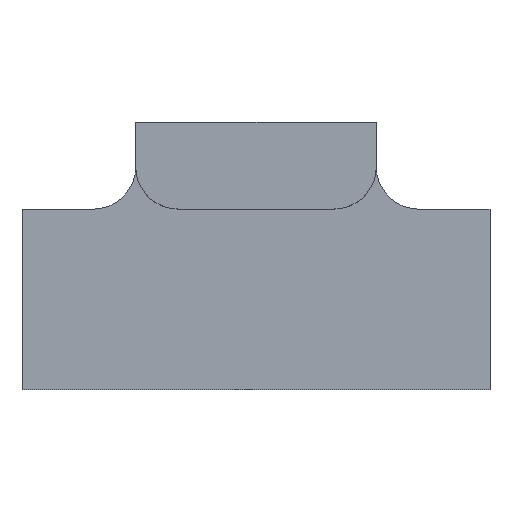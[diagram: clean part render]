
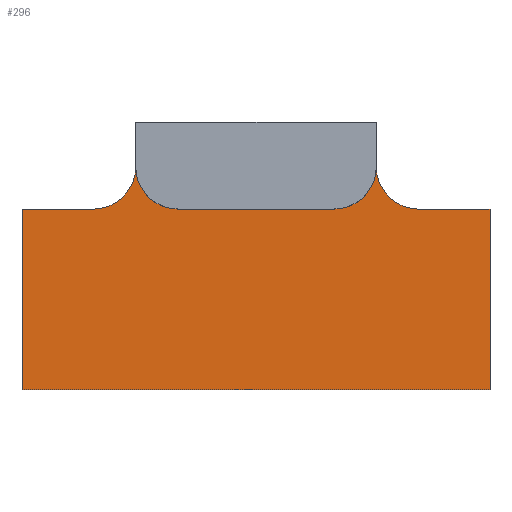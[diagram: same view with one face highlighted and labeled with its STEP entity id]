
A CAD part, top view. The second image highlights one B-rep face of the part: STEP entity #296.
In plain terms, the highlighted planar face has unit normal (0, 0, 1).
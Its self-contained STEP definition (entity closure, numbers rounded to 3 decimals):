
#26=PLANE('',#322);
#42=FACE_OUTER_BOUND('',#58,.T.);
#58=EDGE_LOOP('',(#267,#268,#269,#270,#271,#272,#273,#274,#275,#276));
#65=LINE('',#427,#97);
#74=LINE('',#454,#106);
#77=LINE('',#461,#109);
#81=LINE('',#469,#113);
#84=LINE('',#475,#116);
#87=LINE('',#479,#119);
#97=VECTOR('',#343,10.);
#106=VECTOR('',#370,10.);
#109=VECTOR('',#377,10.);
#113=VECTOR('',#383,10.);
#116=VECTOR('',#388,10.);
#119=VECTOR('',#393,10.);
#124=CIRCLE('',#301,1.588);
#126=CIRCLE('',#306,1.588);
#127=CIRCLE('',#308,1.588);
#129=CIRCLE('',#311,1.588);
#133=VERTEX_POINT('',#410);
#134=VERTEX_POINT('',#412);
#139=VERTEX_POINT('',#426);
#140=VERTEX_POINT('',#430);
#141=VERTEX_POINT('',#434);
#144=VERTEX_POINT('',#442);
#148=VERTEX_POINT('',#452);
#150=VERTEX_POINT('',#460);
#153=VERTEX_POINT('',#468);
#155=VERTEX_POINT('',#474);
#159=EDGE_CURVE('',#133,#134,#124,.F.);
#166=EDGE_CURVE('',#139,#134,#65,.T.);
#168=EDGE_CURVE('',#139,#140,#126,.F.);
#170=EDGE_CURVE('',#140,#141,#127,.T.);
#174=EDGE_CURVE('',#144,#133,#129,.T.);
#180=EDGE_CURVE('',#144,#148,#74,.T.);
#183=EDGE_CURVE('',#150,#141,#77,.T.);
#187=EDGE_CURVE('',#153,#150,#81,.T.);
#190=EDGE_CURVE('',#155,#153,#84,.T.);
#193=EDGE_CURVE('',#148,#155,#87,.T.);
#267=ORIENTED_EDGE('',*,*,#166,.T.);
#268=ORIENTED_EDGE('',*,*,#159,.F.);
#269=ORIENTED_EDGE('',*,*,#174,.F.);
#270=ORIENTED_EDGE('',*,*,#180,.T.);
#271=ORIENTED_EDGE('',*,*,#193,.T.);
#272=ORIENTED_EDGE('',*,*,#190,.T.);
#273=ORIENTED_EDGE('',*,*,#187,.T.);
#274=ORIENTED_EDGE('',*,*,#183,.T.);
#275=ORIENTED_EDGE('',*,*,#170,.F.);
#276=ORIENTED_EDGE('',*,*,#168,.F.);
#296=ADVANCED_FACE('',(#42),#26,.T.);
#301=AXIS2_PLACEMENT_3D('',#413,#330,#331);
#306=AXIS2_PLACEMENT_3D('',#431,#347,#348);
#308=AXIS2_PLACEMENT_3D('',#435,#352,#353);
#311=AXIS2_PLACEMENT_3D('',#443,#360,#361);
#322=AXIS2_PLACEMENT_3D('',#487,#403,#404);
#330=DIRECTION('center_axis',(0.,0.,-1.));
#331=DIRECTION('ref_axis',(-0.707,-0.707,0.));
#343=DIRECTION('',(-1.,0.,0.));
#347=DIRECTION('center_axis',(0.,0.,-1.));
#348=DIRECTION('ref_axis',(0.707,-0.707,0.));
#352=DIRECTION('center_axis',(0.,0.,1.));
#353=DIRECTION('ref_axis',(-0.707,-0.707,0.));
#360=DIRECTION('center_axis',(0.,0.,1.));
#361=DIRECTION('ref_axis',(0.707,-0.707,0.));
#370=DIRECTION('',(-1.,0.,0.));
#377=DIRECTION('',(-1.,0.,0.));
#383=DIRECTION('',(0.,1.,0.));
#388=DIRECTION('',(1.,0.,0.));
#393=DIRECTION('',(0.,-1.,0.));
#403=DIRECTION('center_axis',(0.,0.,1.));
#404=DIRECTION('ref_axis',(1.,0.,0.));
#410=CARTESIAN_POINT('',(-10.5,69.713,9.11));
#412=CARTESIAN_POINT('',(-8.913,68.125,9.11));
#413=CARTESIAN_POINT('Origin',(-8.913,69.713,9.11));
#426=CARTESIAN_POINT('',(-3.088,68.125,9.11));
#427=CARTESIAN_POINT('',(-9.044,68.125,9.11));
#430=CARTESIAN_POINT('',(-1.5,69.713,9.11));
#431=CARTESIAN_POINT('Origin',(-3.088,69.713,9.11));
#434=CARTESIAN_POINT('',(0.087,68.125,9.11));
#435=CARTESIAN_POINT('Origin',(0.087,69.713,9.11));
#442=CARTESIAN_POINT('',(-12.088,68.125,9.11));
#443=CARTESIAN_POINT('Origin',(-12.088,69.713,9.11));
#452=CARTESIAN_POINT('',(-14.75,68.125,9.11));
#454=CARTESIAN_POINT('',(-14.75,68.125,9.11));
#460=CARTESIAN_POINT('',(2.75,68.125,9.11));
#461=CARTESIAN_POINT('',(-14.75,68.125,9.11));
#468=CARTESIAN_POINT('',(2.75,61.375,9.11));
#469=CARTESIAN_POINT('',(2.75,68.125,9.11));
#474=CARTESIAN_POINT('',(-14.75,61.375,9.11));
#475=CARTESIAN_POINT('',(2.75,61.375,9.11));
#479=CARTESIAN_POINT('',(-14.75,61.375,9.11));
#487=CARTESIAN_POINT('Origin',(-6.,66.375,9.11));
